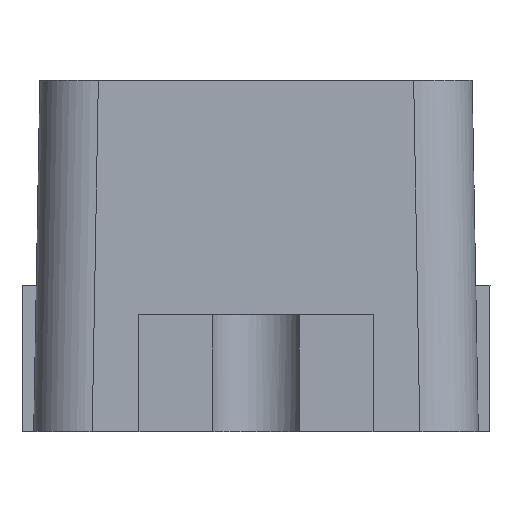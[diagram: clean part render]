
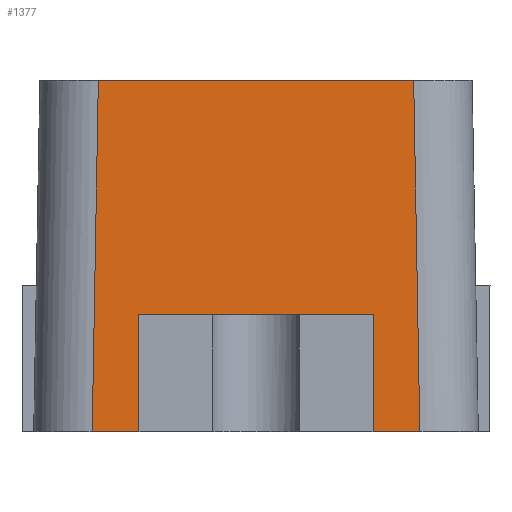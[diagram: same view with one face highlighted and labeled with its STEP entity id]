
A CAD part, front view. The second image highlights one B-rep face of the part: STEP entity #1377.
In plain terms, the highlighted planar face has unit normal (0, -1, 0.018).
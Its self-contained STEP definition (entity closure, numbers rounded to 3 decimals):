
#15 = VERTEX_POINT ( 'NONE', #1218 ) ;
#41 = EDGE_CURVE ( 'NONE', #131, #531, #49, .T. ) ;
#49 = LINE ( 'NONE', #831, #1403 ) ;
#53 = ORIENTED_EDGE ( 'NONE', *, *, #41, .T. ) ;
#103 = CARTESIAN_POINT ( 'NONE',  ( -0.2, -0.7, -0.6 ) ) ;
#114 = VERTEX_POINT ( 'NONE', #1068 ) ;
#131 = VERTEX_POINT ( 'NONE', #392 ) ;
#205 = EDGE_CURVE ( 'NONE', #750, #1076, #694, .T. ) ;
#210 = CARTESIAN_POINT ( 'NONE',  ( -0.2, -0.697, -0.4 ) ) ;
#263 = CARTESIAN_POINT ( 'NONE',  ( 0.2, -0.697, -0.4 ) ) ;
#303 = CARTESIAN_POINT ( 'NONE',  ( 0.273, -0.693, -0.2 ) ) ;
#332 = ORIENTED_EDGE ( 'NONE', *, *, #1338, .T. ) ;
#346 = CARTESIAN_POINT ( 'NONE',  ( -0.2, -0.7, -0.6 ) ) ;
#392 = CARTESIAN_POINT ( 'NONE',  ( 0.27, -0.69, 0. ) ) ;
#445 = CARTESIAN_POINT ( 'NONE',  ( -0.227, -0.7, -0.6 ) ) ;
#453 = CARTESIAN_POINT ( 'NONE',  ( 0.2, -0.7, -0.6 ) ) ;
#465 = ORIENTED_EDGE ( 'NONE', *, *, #884, .T. ) ;
#491 = DIRECTION ( 'NONE',  ( 0., -1., 0.017 ) ) ;
#507 = VECTOR ( 'NONE', #606, 1000. ) ;
#531 = VERTEX_POINT ( 'NONE', #848 ) ;
#570 = B_SPLINE_CURVE_WITH_KNOTS ( 'NONE', 3,
 ( #453, #773, #1516, #1410 ),
 .UNSPECIFIED., .F., .F.,
 ( 4, 4 ),
 ( 0., 1. ),
 .UNSPECIFIED. ) ;
#576 = CARTESIAN_POINT ( 'NONE',  ( 0.277, -0.697, -0.4 ) ) ;
#591 = DIRECTION ( 'NONE',  ( 0., -0.017, -1. ) ) ;
#606 = DIRECTION ( 'NONE',  ( 1., 0., 0. ) ) ;
#609 = VERTEX_POINT ( 'NONE', #103 ) ;
#628 = AXIS2_PLACEMENT_3D ( 'NONE', #859, #491, #1646 ) ;
#685 = EDGE_CURVE ( 'NONE', #609, #750, #1609, .T. ) ;
#693 = DIRECTION ( 'NONE',  ( -1., 0., 0. ) ) ;
#694 = LINE ( 'NONE', #1631, #507 ) ;
#713 = CARTESIAN_POINT ( 'NONE',  ( -0.253, -0.7, -0.6 ) ) ;
#731 = CARTESIAN_POINT ( 'NONE',  ( 0.2, -0.7, -0.6 ) ) ;
#750 = VERTEX_POINT ( 'NONE', #210 ) ;
#773 = CARTESIAN_POINT ( 'NONE',  ( 0.227, -0.7, -0.6 ) ) ;
#784 = VECTOR ( 'NONE', #591, 1000. ) ;
#831 = CARTESIAN_POINT ( 'NONE',  ( 0., -0.69, 0. ) ) ;
#832 = EDGE_CURVE ( 'NONE', #1076, #15, #1125, .T. ) ;
#848 = CARTESIAN_POINT ( 'NONE',  ( -0.27, -0.69, 0. ) ) ;
#859 = CARTESIAN_POINT ( 'NONE',  ( -0.38, -0.7, -0.6 ) ) ;
#877 = B_SPLINE_CURVE_WITH_KNOTS ( 'NONE', 3,
 ( #1351, #576, #303, #1097 ),
 .UNSPECIFIED., .F., .F.,
 ( 4, 4 ),
 ( 0., 1. ),
 .UNSPECIFIED. ) ;
#883 = CARTESIAN_POINT ( 'NONE',  ( -0.28, -0.7, -0.6 ) ) ;
#884 = EDGE_CURVE ( 'NONE', #1301, #131, #877, .T. ) ;
#903 = DIRECTION ( 'NONE',  ( 0., 0.017, 1. ) ) ;
#950 = VECTOR ( 'NONE', #903, 1000. ) ;
#1068 = CARTESIAN_POINT ( 'NONE',  ( -0.28, -0.7, -0.6 ) ) ;
#1076 = VERTEX_POINT ( 'NONE', #263 ) ;
#1097 = CARTESIAN_POINT ( 'NONE',  ( 0.27, -0.69, 0. ) ) ;
#1100 = FACE_OUTER_BOUND ( 'NONE', #1633, .T. ) ;
#1112 = ORIENTED_EDGE ( 'NONE', *, *, #1393, .F. ) ;
#1114 = PLANE ( 'NONE',  #628 ) ;
#1125 = LINE ( 'NONE', #731, #784 ) ;
#1218 = CARTESIAN_POINT ( 'NONE',  ( 0.2, -0.7, -0.6 ) ) ;
#1237 = CARTESIAN_POINT ( 'NONE',  ( -0.27, -0.69, 0. ) ) ;
#1244 = B_SPLINE_CURVE_WITH_KNOTS ( 'NONE', 3,
 ( #1370, #713, #445, #1481 ),
 .UNSPECIFIED., .F., .F.,
 ( 4, 4 ),
 ( 0., 1. ),
 .UNSPECIFIED. ) ;
#1272 = ORIENTED_EDGE ( 'NONE', *, *, #1401, .T. ) ;
#1301 = VERTEX_POINT ( 'NONE', #1599 ) ;
#1302 = ORIENTED_EDGE ( 'NONE', *, *, #685, .T. ) ;
#1338 = EDGE_CURVE ( 'NONE', #114, #609, #1244, .T. ) ;
#1346 = CARTESIAN_POINT ( 'NONE',  ( -0.273, -0.693, -0.2 ) ) ;
#1351 = CARTESIAN_POINT ( 'NONE',  ( 0.28, -0.7, -0.6 ) ) ;
#1352 = B_SPLINE_CURVE_WITH_KNOTS ( 'NONE', 3,
 ( #883, #1464, #1346, #1237 ),
 .UNSPECIFIED., .F., .F.,
 ( 4, 4 ),
 ( 0., 1. ),
 .UNSPECIFIED. ) ;
#1370 = CARTESIAN_POINT ( 'NONE',  ( -0.28, -0.7, -0.6 ) ) ;
#1377 = ADVANCED_FACE ( 'NONE', ( #1100 ), #1114, .T. ) ;
#1393 = EDGE_CURVE ( 'NONE', #114, #531, #1352, .T. ) ;
#1401 = EDGE_CURVE ( 'NONE', #15, #1301, #570, .T. ) ;
#1403 = VECTOR ( 'NONE', #693, 1000. ) ;
#1410 = CARTESIAN_POINT ( 'NONE',  ( 0.28, -0.7, -0.6 ) ) ;
#1464 = CARTESIAN_POINT ( 'NONE',  ( -0.277, -0.697, -0.4 ) ) ;
#1472 = ORIENTED_EDGE ( 'NONE', *, *, #832, .T. ) ;
#1481 = CARTESIAN_POINT ( 'NONE',  ( -0.2, -0.7, -0.6 ) ) ;
#1516 = CARTESIAN_POINT ( 'NONE',  ( 0.253, -0.7, -0.6 ) ) ;
#1599 = CARTESIAN_POINT ( 'NONE',  ( 0.28, -0.7, -0.6 ) ) ;
#1609 = LINE ( 'NONE', #346, #950 ) ;
#1631 = CARTESIAN_POINT ( 'NONE',  ( -0.38, -0.697, -0.4 ) ) ;
#1633 = EDGE_LOOP ( 'NONE', ( #1112, #332, #1302, #1641, #1472, #1272, #465, #53 ) ) ;
#1641 = ORIENTED_EDGE ( 'NONE', *, *, #205, .T. ) ;
#1646 = DIRECTION ( 'NONE',  ( 0., -0.017, -1. ) ) ;
